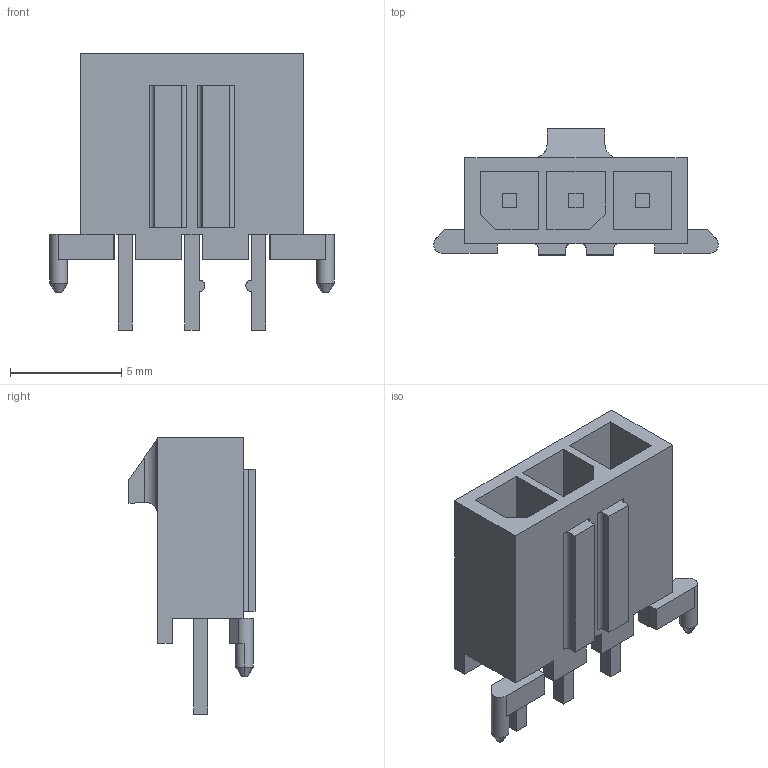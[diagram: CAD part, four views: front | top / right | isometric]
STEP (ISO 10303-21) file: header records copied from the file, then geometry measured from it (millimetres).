
FILE_DESCRIPTION((''),'2;1');
FILE_NAME('C-2-1445050-3','2011-08-25T',('workeradm'),('Tyco Electronics Ltd.'),'PRO/ENGINEER BY PARAMETRIC TECHNOLOGY CORPORATION, 2010430','PRO/ENGINEER BY PARAMETRIC TECHNOLOGY CORPORATION, 2010430','');
FILE_SCHEMA(('AUTOMOTIVE_DESIGN { 1 0 10303 214 1 1 1 1 }'));
Length unit declared in the file: millimetre
Products named in the file (1): C-2-1445050-3
Bounding box: 12.8 x 5.67 x 12.42 mm (x, y, z)
Volume: 227.7 mm3; surface area: 648.8 mm2
Topology: 1 solids, 1 shells, 125 faces, 328 edges, 216 vertices
Faces by surface type: plane 108, cylinder 13, cone 4
Entity records: 4077 total; most frequent: CARTESIAN_POINT 715, ORIENTED_EDGE 656, DIRECTION 604, EDGE_CURVE 328, VECTOR 294, LINE 294, VERTEX_POINT 216, AXIS2_PLACEMENT_3D 155
